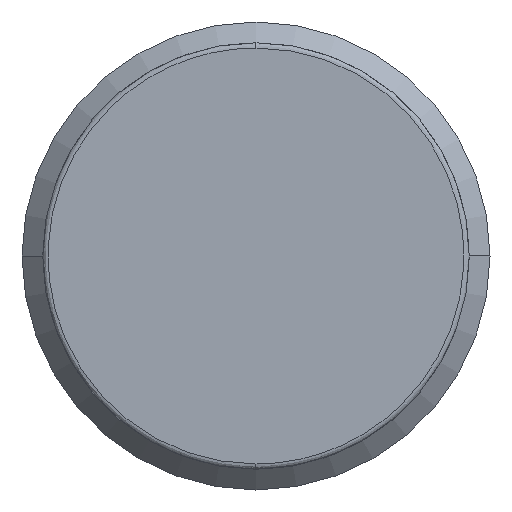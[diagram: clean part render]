
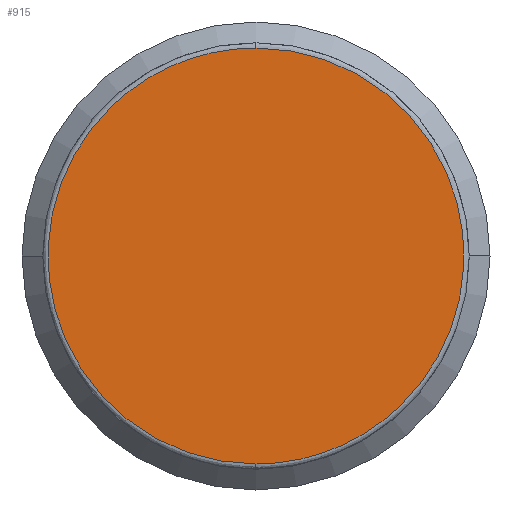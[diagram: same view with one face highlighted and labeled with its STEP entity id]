
A CAD part, left-side view. The second image highlights one B-rep face of the part: STEP entity #915.
In plain terms, the highlighted planar face has unit normal (-1, 0, 0).
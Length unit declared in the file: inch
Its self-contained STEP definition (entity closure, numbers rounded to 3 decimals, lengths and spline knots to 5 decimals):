
#13 = CARTESIAN_POINT ( 'NONE',  ( -0.01969, 0., -0.31496 ) ) ;
#46 = VERTEX_POINT ( 'NONE', #13 ) ;
#93 = CARTESIAN_POINT ( 'NONE',  ( -0.01969, 0.62992, -0.31496 ) ) ;
#276 = ORIENTED_EDGE ( 'NONE', *, *, #792, .F. ) ;
#329 = EDGE_LOOP ( 'NONE', ( #940, #276 ) ) ;
#344 = CARTESIAN_POINT ( 'NONE',  ( -0.01969, 0., 0. ) ) ;
#356 = DIRECTION ( 'NONE',  ( 0., 0., 1. ) ) ;
#367 = DIRECTION ( 'NONE',  ( -1., 0., 0. ) ) ;
#503 =( BOUNDED_CURVE ( )  B_SPLINE_CURVE ( 3, ( #1525, #93, #1535, #1030 ),
 .UNSPECIFIED., .F., .F. ) 
 B_SPLINE_CURVE_WITH_KNOTS ( ( 4, 4 ),
 ( 0.5, 1. ),
 .UNSPECIFIED. ) 
 CURVE ( )  GEOMETRIC_REPRESENTATION_ITEM ( )  RATIONAL_B_SPLINE_CURVE ( ( 1., 0.333, 0.333, 1. ) ) 
 REPRESENTATION_ITEM ( '' )  );
#789 = CARTESIAN_POINT ( 'NONE',  ( -0.01969, -0.62992, -0.31496 ) ) ;
#792 = EDGE_CURVE ( 'NONE', #46, #993, #503, .T. ) ;
#915 = ADVANCED_FACE ( 'NONE', ( #1100 ), #1186, .T. ) ;
#940 = ORIENTED_EDGE ( 'NONE', *, *, #1044, .F. ) ;
#993 = VERTEX_POINT ( 'NONE', #1190 ) ;
#1020 = CARTESIAN_POINT ( 'NONE',  ( -0.01969, -0.62992, 0.31496 ) ) ;
#1030 = CARTESIAN_POINT ( 'NONE',  ( -0.01969, 0., 0.31496 ) ) ;
#1032 = AXIS2_PLACEMENT_3D ( 'NONE', #344, #367, #356 ) ;
#1044 = EDGE_CURVE ( 'NONE', #993, #46, #1133, .T. ) ;
#1100 = FACE_OUTER_BOUND ( 'NONE', #329, .T. ) ;
#1130 = CARTESIAN_POINT ( 'NONE',  ( -0.01969, 0., -0.31496 ) ) ;
#1133 =( BOUNDED_CURVE ( )  B_SPLINE_CURVE ( 3, ( #1511, #1020, #789, #1130 ),
 .UNSPECIFIED., .F., .F. ) 
 B_SPLINE_CURVE_WITH_KNOTS ( ( 4, 4 ),
 ( 0., 0.5 ),
 .UNSPECIFIED. ) 
 CURVE ( )  GEOMETRIC_REPRESENTATION_ITEM ( )  RATIONAL_B_SPLINE_CURVE ( ( 1., 0.333, 0.333, 1. ) ) 
 REPRESENTATION_ITEM ( '' )  );
#1186 = PLANE ( 'NONE',  #1032 ) ;
#1190 = CARTESIAN_POINT ( 'NONE',  ( -0.01969, 0., 0.31496 ) ) ;
#1511 = CARTESIAN_POINT ( 'NONE',  ( -0.01969, 0., 0.31496 ) ) ;
#1525 = CARTESIAN_POINT ( 'NONE',  ( -0.01969, 0., -0.31496 ) ) ;
#1535 = CARTESIAN_POINT ( 'NONE',  ( -0.01969, 0.62992, 0.31496 ) ) ;
